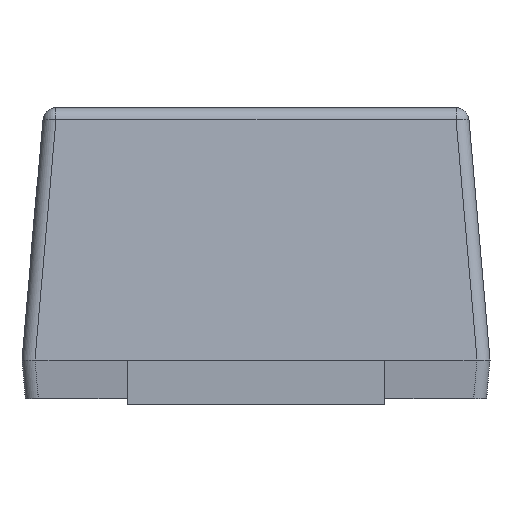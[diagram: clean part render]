
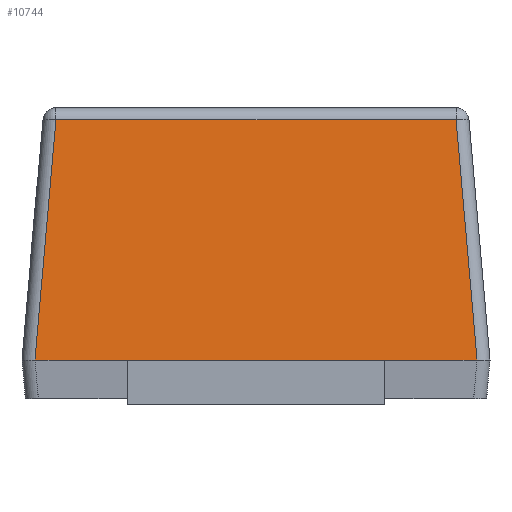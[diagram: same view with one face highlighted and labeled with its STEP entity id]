
A CAD part, left-side view. The second image highlights one B-rep face of the part: STEP entity #10744.
In plain terms, the highlighted planar face has unit normal (-0.996, 0, 0.087).
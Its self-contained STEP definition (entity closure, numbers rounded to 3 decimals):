
#57 = VERTEX_POINT ( 'NONE', #10530 ) ;
#162 = DIRECTION ( 'NONE',  ( 0.087, 0., 0.996 ) ) ;
#355 = CARTESIAN_POINT ( 'NONE',  ( -1.35, 0.495, 0. ) ) ;
#582 = EDGE_CURVE ( 'NONE', #6421, #7452, #679, .T. ) ;
#679 = LINE ( 'NONE', #9562, #2083 ) ;
#880 = VECTOR ( 'NONE', #6691, 1000. ) ;
#1140 = EDGE_CURVE ( 'NONE', #7452, #9611, #7194, .T. ) ;
#1762 = CARTESIAN_POINT ( 'NONE',  ( -1.269, 0.815, 0.924 ) ) ;
#1836 = EDGE_CURVE ( 'NONE', #9611, #57, #4799, .T. ) ;
#2083 = VECTOR ( 'NONE', #8452, 1000. ) ;
#2397 = LINE ( 'NONE', #7595, #11327 ) ;
#3326 = CARTESIAN_POINT ( 'NONE',  ( -1.35, 0.9, 0. ) ) ;
#3364 = ORIENTED_EDGE ( 'NONE', *, *, #582, .T. ) ;
#4004 = ORIENTED_EDGE ( 'NONE', *, *, #8644, .T. ) ;
#4416 = VERTEX_POINT ( 'NONE', #355 ) ;
#4736 = ORIENTED_EDGE ( 'NONE', *, *, #7677, .T. ) ;
#4799 = LINE ( 'NONE', #1762, #880 ) ;
#4844 = ORIENTED_EDGE ( 'NONE', *, *, #1836, .T. ) ;
#5416 = CARTESIAN_POINT ( 'NONE',  ( -1.35, -0.85, 0. ) ) ;
#6141 = DIRECTION ( 'NONE',  ( 0., -1., 0. ) ) ;
#6189 = CARTESIAN_POINT ( 'NONE',  ( -1.35, 0.9, 0. ) ) ;
#6214 = DIRECTION ( 'NONE',  ( 0.087, 0.087, 0.992 ) ) ;
#6254 = LINE ( 'NONE', #6189, #8349 ) ;
#6411 = AXIS2_PLACEMENT_3D ( 'NONE', #12053, #9048, #162 ) ;
#6421 = VERTEX_POINT ( 'NONE', #7212 ) ;
#6486 = CARTESIAN_POINT ( 'NONE',  ( -1.35, 0.85, 0. ) ) ;
#6691 = DIRECTION ( 'NONE',  ( 0., 1., 0. ) ) ;
#6925 = EDGE_CURVE ( 'NONE', #10285, #4416, #9122, .T. ) ;
#7194 = LINE ( 'NONE', #11165, #10186 ) ;
#7212 = CARTESIAN_POINT ( 'NONE',  ( -1.35, -0.495, 0. ) ) ;
#7452 = VERTEX_POINT ( 'NONE', #5416 ) ;
#7595 = CARTESIAN_POINT ( 'NONE',  ( -1.35, 0.851, -0.004 ) ) ;
#7677 = EDGE_CURVE ( 'NONE', #4416, #6421, #6254, .T. ) ;
#7736 = CARTESIAN_POINT ( 'NONE',  ( -1.269, -0.769, 0.924 ) ) ;
#8123 = ORIENTED_EDGE ( 'NONE', *, *, #1140, .T. ) ;
#8349 = VECTOR ( 'NONE', #10165, 1000. ) ;
#8442 = ORIENTED_EDGE ( 'NONE', *, *, #6925, .T. ) ;
#8452 = DIRECTION ( 'NONE',  ( 0., -1., 0. ) ) ;
#8644 = EDGE_CURVE ( 'NONE', #57, #10285, #2397, .T. ) ;
#8907 = PLANE ( 'NONE',  #6411 ) ;
#9048 = DIRECTION ( 'NONE',  ( -0.996, 0., 0.087 ) ) ;
#9122 = LINE ( 'NONE', #3326, #10638 ) ;
#9562 = CARTESIAN_POINT ( 'NONE',  ( -1.35, 0.9, 0. ) ) ;
#9611 = VERTEX_POINT ( 'NONE', #7736 ) ;
#10165 = DIRECTION ( 'NONE',  ( 0., -1., 0. ) ) ;
#10169 = FACE_OUTER_BOUND ( 'NONE', #11792, .T. ) ;
#10186 = VECTOR ( 'NONE', #6214, 1000. ) ;
#10285 = VERTEX_POINT ( 'NONE', #6486 ) ;
#10530 = CARTESIAN_POINT ( 'NONE',  ( -1.269, 0.769, 0.924 ) ) ;
#10638 = VECTOR ( 'NONE', #6141, 1000. ) ;
#10744 = ADVANCED_FACE ( 'NONE', ( #10169 ), #8907, .T. ) ;
#11165 = CARTESIAN_POINT ( 'NONE',  ( -1.337, -0.837, 0.151 ) ) ;
#11327 = VECTOR ( 'NONE', #11573, 1000. ) ;
#11573 = DIRECTION ( 'NONE',  ( -0.087, 0.087, -0.992 ) ) ;
#11792 = EDGE_LOOP ( 'NONE', ( #4844, #4004, #8442, #4736, #3364, #8123 ) ) ;
#12053 = CARTESIAN_POINT ( 'NONE',  ( -1.35, 0.9, 0. ) ) ;
